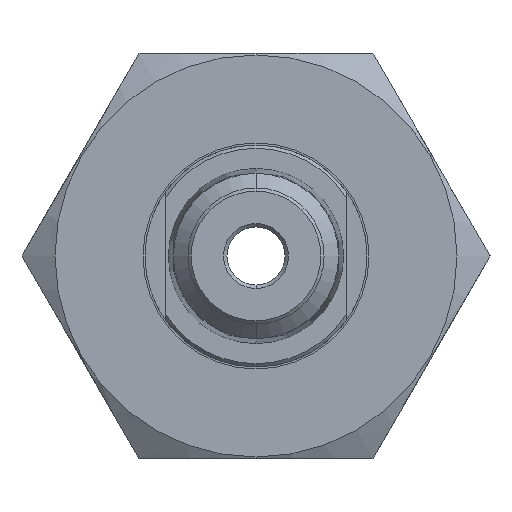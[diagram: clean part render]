
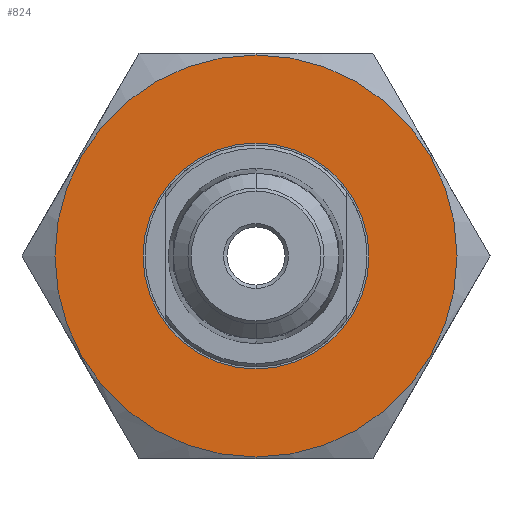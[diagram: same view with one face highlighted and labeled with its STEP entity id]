
A CAD part, left-side view. The second image highlights one B-rep face of the part: STEP entity #824.
In plain terms, the highlighted planar face has unit normal (-1, 0, 0).
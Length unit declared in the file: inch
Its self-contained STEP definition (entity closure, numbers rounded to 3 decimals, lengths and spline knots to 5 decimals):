
#134 = VERTEX_POINT ( 'NONE', #3128 ) ;
#138 = VERTEX_POINT ( 'NONE', #3222 ) ;
#151 = VERTEX_POINT ( 'NONE', #3223 ) ;
#171 = VERTEX_POINT ( 'NONE', #3121 ) ;
#325 = ORIENTED_EDGE ( 'NONE', *, *, #4423, .T. ) ;
#355 = ORIENTED_EDGE ( 'NONE', *, *, #4419, .T. ) ;
#356 = ORIENTED_EDGE ( 'NONE', *, *, #1515, .F. ) ;
#366 = ORIENTED_EDGE ( 'NONE', *, *, #1376, .F. ) ;
#824 = ADVANCED_FACE ( 'NONE', ( #4314, #4318 ), #2191, .T. ) ;
#1225 = AXIS2_PLACEMENT_3D ( 'NONE', #2173, #2172, #2171 ) ;
#1376 = EDGE_CURVE ( 'NONE', #171, #138, #4602, .T. ) ;
#1515 = EDGE_CURVE ( 'NONE', #138, #171, #4671, .T. ) ;
#1651 = AXIS2_PLACEMENT_3D ( 'NONE', #4042, #4043, #4044 ) ;
#1654 = AXIS2_PLACEMENT_3D ( 'NONE', #4032, #4033, #4034 ) ;
#1674 = AXIS2_PLACEMENT_3D ( 'NONE', #3833, #3834, #3835 ) ;
#1710 = AXIS2_PLACEMENT_3D ( 'NONE', #3659, #3660, #3661 ) ;
#2171 = DIRECTION ( 'NONE',  ( 0., 0., 1. ) ) ;
#2172 = DIRECTION ( 'NONE',  ( -1., 0., 0. ) ) ;
#2173 = CARTESIAN_POINT ( 'NONE',  ( -0.46209, 0.64287, 0.24281 ) ) ;
#2191 = PLANE ( 'NONE',  #1225 ) ;
#3121 = CARTESIAN_POINT ( 'NONE',  ( -0.46209, 0.29437, 0.86281 ) ) ;
#3128 = CARTESIAN_POINT ( 'NONE',  ( -0.46209, 0.29437, -0.10569 ) ) ;
#3222 = CARTESIAN_POINT ( 'NONE',  ( -0.46209, 0.29437, -0.37719 ) ) ;
#3223 = CARTESIAN_POINT ( 'NONE',  ( -0.46209, 0.29437, 0.59131 ) ) ;
#3659 = CARTESIAN_POINT ( 'NONE',  ( -0.46209, 0.29437, 0.24281 ) ) ;
#3660 = DIRECTION ( 'NONE',  ( 1., 0., 0. ) ) ;
#3661 = DIRECTION ( 'NONE',  ( 0., 0., -1. ) ) ;
#3833 = CARTESIAN_POINT ( 'NONE',  ( -0.46209, 0.29437, 0.24281 ) ) ;
#3834 = DIRECTION ( 'NONE',  ( 1., 0., 0. ) ) ;
#3835 = DIRECTION ( 'NONE',  ( 0., 0., -1. ) ) ;
#4032 = CARTESIAN_POINT ( 'NONE',  ( -0.46209, 0.29437, 0.24281 ) ) ;
#4033 = DIRECTION ( 'NONE',  ( 1., 0., 0. ) ) ;
#4034 = DIRECTION ( 'NONE',  ( 0., 0., -1. ) ) ;
#4042 = CARTESIAN_POINT ( 'NONE',  ( -0.46209, 0.29437, 0.24281 ) ) ;
#4043 = DIRECTION ( 'NONE',  ( 1., 0., 0. ) ) ;
#4044 = DIRECTION ( 'NONE',  ( 0., 0., -1. ) ) ;
#4165 = EDGE_LOOP ( 'NONE', ( #356, #366 ) ) ;
#4174 = EDGE_LOOP ( 'NONE', ( #325, #355 ) ) ;
#4314 = FACE_BOUND ( 'NONE', #4174, .T. ) ;
#4318 = FACE_OUTER_BOUND ( 'NONE', #4165, .T. ) ;
#4419 = EDGE_CURVE ( 'NONE', #151, #134, #4718, .T. ) ;
#4423 = EDGE_CURVE ( 'NONE', #134, #151, #4725, .T. ) ;
#4602 = CIRCLE ( 'NONE', #1710, 0.62 ) ;
#4671 = CIRCLE ( 'NONE', #1674, 0.62 ) ;
#4718 = CIRCLE ( 'NONE', #1654, 0.3485 ) ;
#4725 = CIRCLE ( 'NONE', #1651, 0.3485 ) ;
